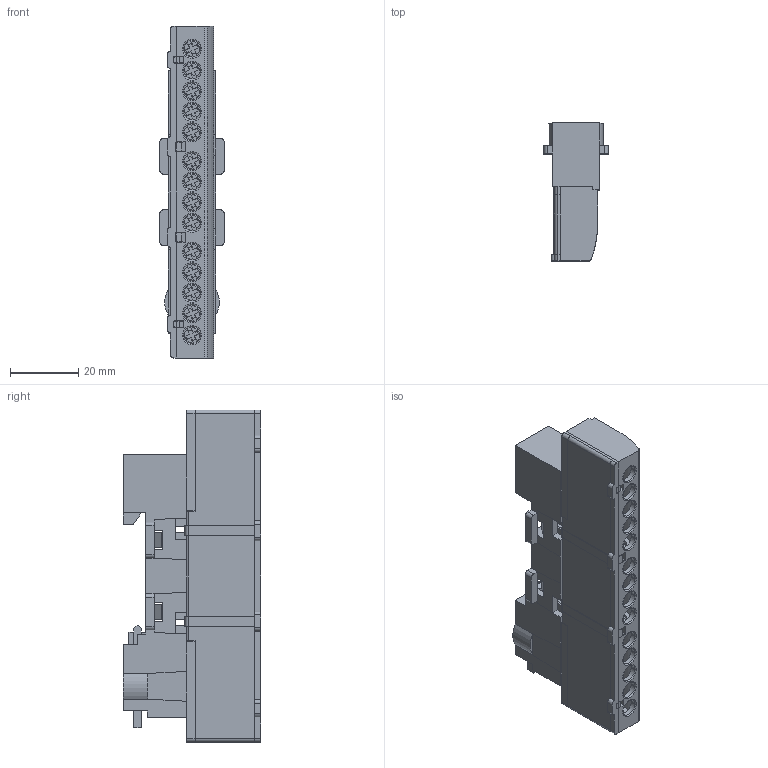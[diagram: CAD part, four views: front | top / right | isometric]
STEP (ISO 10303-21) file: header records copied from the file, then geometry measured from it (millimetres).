
FILE_DESCRIPTION (( 'STEP AP214' ), '1' );
FILE_NAME ('KSN-6-6x9-14 BLUE.STEP', '2023-11-22T12:42:15', ( '' ), ( '' ), 'SwSTEP 2.0', 'SolidWorks 2022', '' );
FILE_SCHEMA (( 'AUTOMOTIVE_DESIGN' ));
Length unit declared in the file: millimetre
Products named in the file (7): защелка; Подставка универсал 140421.STEP; крышка 6х9-14_140421.STEP; КМ Шина 14 - 6х9_(2).STEP; крышка2 6х9-14_140421.STEP; Винт М4х8.STEP; KSN-6-6x9-14 BLUE
Assembly tree (19 placements, depth 2):
  KSN-6-6x9-14 BLUE
    Подставка универсал 140421.STEP
    крышка 6х9-14_140421.STEP
    крышка2 6х9-14_140421.STEP
    КМ Шина 14 - 6х9_(2).STEP
    Винт М4х8.STEP  x14
    защелка
Bounding box: 18.8 x 40.4 x 97.2 mm (x, y, z)
Volume: 25101.3 mm3; surface area: 29938.2 mm2
Topology: 19 solids, 19 shells, 1840 faces, 4983 edges, 3222 vertices
Faces by surface type: plane 1094, cylinder 297, bspline 224, cone 141, torus 84
Entity records: 60544 total; most frequent: CARTESIAN_POINT 21696, ORIENTED_EDGE 8042, DIRECTION 6656, EDGE_CURVE 4021, LINE 2816, VECTOR 2816, VERTEX_POINT 2598, AXIS2_PLACEMENT_3D 1920
